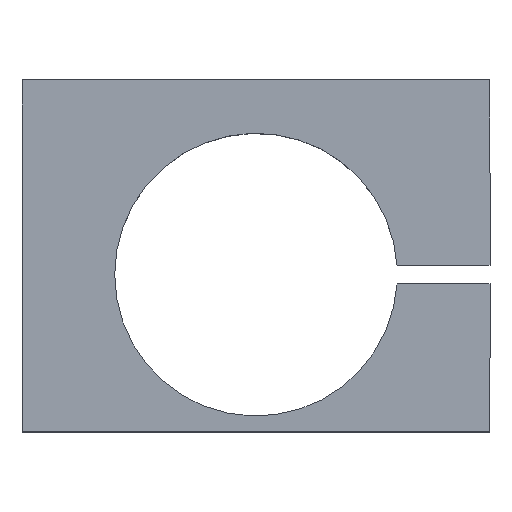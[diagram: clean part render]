
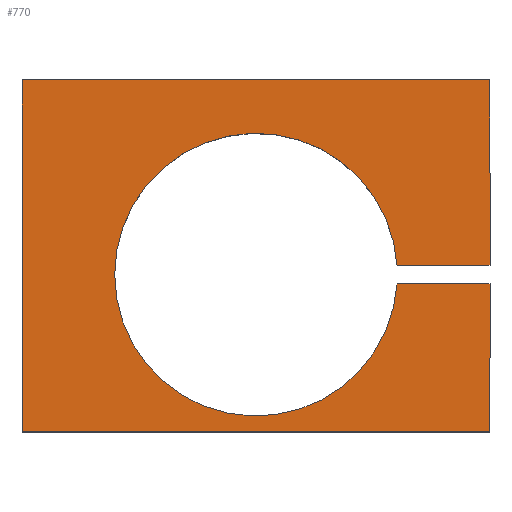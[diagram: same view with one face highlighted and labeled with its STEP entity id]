
A CAD part, top view. The second image highlights one B-rep face of the part: STEP entity #770.
In plain terms, the highlighted planar face has unit normal (0, 0, 1).
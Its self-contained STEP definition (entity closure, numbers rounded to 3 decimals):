
#3 = EDGE_CURVE ( 'NONE', #689, #45, #393, .T. ) ;
#20 = PLANE ( 'NONE',  #312 ) ;
#23 = VECTOR ( 'NONE', #544, 1000. ) ;
#39 = CARTESIAN_POINT ( 'NONE',  ( 62.5, 2.5, 30. ) ) ;
#41 = EDGE_CURVE ( 'NONE', #397, #689, #535, .T. ) ;
#45 = VERTEX_POINT ( 'NONE', #39 ) ;
#60 = CARTESIAN_POINT ( 'NONE',  ( 62.5, 52., 30. ) ) ;
#77 = LINE ( 'NONE', #560, #374 ) ;
#78 = DIRECTION ( 'NONE',  ( 1., 0., 0. ) ) ;
#96 = VERTEX_POINT ( 'NONE', #231 ) ;
#105 = ORIENTED_EDGE ( 'NONE', *, *, #3, .T. ) ;
#106 = ORIENTED_EDGE ( 'NONE', *, *, #516, .T. ) ;
#107 = VERTEX_POINT ( 'NONE', #663 ) ;
#130 = CIRCLE ( 'NONE', #580, 37.75 ) ;
#139 = CARTESIAN_POINT ( 'NONE',  ( -62.5, 52., 30. ) ) ;
#157 = LINE ( 'NONE', #417, #599 ) ;
#162 = VERTEX_POINT ( 'NONE', #296 ) ;
#174 = EDGE_CURVE ( 'NONE', #721, #649, #157, .T. ) ;
#178 = LINE ( 'NONE', #60, #23 ) ;
#193 = CARTESIAN_POINT ( 'NONE',  ( 62.5, -42., 30. ) ) ;
#202 = DIRECTION ( 'NONE',  ( 1., 0., 0. ) ) ;
#205 = LINE ( 'NONE', #632, #462 ) ;
#206 = ORIENTED_EDGE ( 'NONE', *, *, #539, .T. ) ;
#209 = EDGE_LOOP ( 'NONE', ( #536, #659, #426, #206, #387, #482, #105, #761, #106 ) ) ;
#213 = DIRECTION ( 'NONE',  ( 0., 0., -1. ) ) ;
#229 = VECTOR ( 'NONE', #285, 1000. ) ;
#231 = CARTESIAN_POINT ( 'NONE',  ( -62.5, 52., 30. ) ) ;
#266 = CARTESIAN_POINT ( 'NONE',  ( 62.5, -2.5, 30. ) ) ;
#285 = DIRECTION ( 'NONE',  ( 1., 0., 0. ) ) ;
#290 = LINE ( 'NONE', #139, #568 ) ;
#296 = CARTESIAN_POINT ( 'NONE',  ( 62.5, 52., 30. ) ) ;
#310 = CARTESIAN_POINT ( 'NONE',  ( 37.667, -2.5, 30. ) ) ;
#312 = AXIS2_PLACEMENT_3D ( 'NONE', #433, #436, #78 ) ;
#321 = AXIS2_PLACEMENT_3D ( 'NONE', #456, #593, #657 ) ;
#326 = EDGE_CURVE ( 'NONE', #96, #107, #77, .T. ) ;
#355 = VECTOR ( 'NONE', #693, 1000. ) ;
#361 = EDGE_CURVE ( 'NONE', #45, #162, #178, .T. ) ;
#366 = FACE_OUTER_BOUND ( 'NONE', #209, .T. ) ;
#374 = VECTOR ( 'NONE', #603, 1000. ) ;
#387 = ORIENTED_EDGE ( 'NONE', *, *, #666, .T. ) ;
#393 = LINE ( 'NONE', #461, #229 ) ;
#397 = VERTEX_POINT ( 'NONE', #548 ) ;
#417 = CARTESIAN_POINT ( 'NONE',  ( 62.5, -2.5, 30. ) ) ;
#426 = ORIENTED_EDGE ( 'NONE', *, *, #174, .T. ) ;
#433 = CARTESIAN_POINT ( 'NONE',  ( 0., 0., 30. ) ) ;
#436 = DIRECTION ( 'NONE',  ( 0., 0., 1. ) ) ;
#456 = CARTESIAN_POINT ( 'NONE',  ( 0., 0., 30. ) ) ;
#461 = CARTESIAN_POINT ( 'NONE',  ( 37.667, 2.5, 30. ) ) ;
#462 = VECTOR ( 'NONE', #202, 1000. ) ;
#466 = VERTEX_POINT ( 'NONE', #557 ) ;
#482 = ORIENTED_EDGE ( 'NONE', *, *, #41, .T. ) ;
#516 = EDGE_CURVE ( 'NONE', #162, #96, #290, .T. ) ;
#535 = CIRCLE ( 'NONE', #321, 37.75 ) ;
#536 = ORIENTED_EDGE ( 'NONE', *, *, #326, .T. ) ;
#539 = EDGE_CURVE ( 'NONE', #649, #466, #701, .T. ) ;
#544 = DIRECTION ( 'NONE',  ( 0., 1., 0. ) ) ;
#547 = DIRECTION ( 'NONE',  ( 0., 1., 0. ) ) ;
#548 = CARTESIAN_POINT ( 'NONE',  ( -37.75, 0., 30. ) ) ;
#557 = CARTESIAN_POINT ( 'NONE',  ( 37.667, -2.5, 30. ) ) ;
#560 = CARTESIAN_POINT ( 'NONE',  ( -62.5, 52., 30. ) ) ;
#564 = DIRECTION ( 'NONE',  ( -1., 0., 0. ) ) ;
#568 = VECTOR ( 'NONE', #564, 1000. ) ;
#578 = CARTESIAN_POINT ( 'NONE',  ( 0., 0., 30. ) ) ;
#580 = AXIS2_PLACEMENT_3D ( 'NONE', #578, #213, #645 ) ;
#593 = DIRECTION ( 'NONE',  ( 0., 0., -1. ) ) ;
#599 = VECTOR ( 'NONE', #547, 1000. ) ;
#600 = EDGE_CURVE ( 'NONE', #107, #721, #205, .T. ) ;
#603 = DIRECTION ( 'NONE',  ( 0., -1., 0. ) ) ;
#632 = CARTESIAN_POINT ( 'NONE',  ( -62.5, -42., 30. ) ) ;
#645 = DIRECTION ( 'NONE',  ( 1., 0., 0. ) ) ;
#649 = VERTEX_POINT ( 'NONE', #266 ) ;
#657 = DIRECTION ( 'NONE',  ( 1., 0., 0. ) ) ;
#659 = ORIENTED_EDGE ( 'NONE', *, *, #600, .T. ) ;
#663 = CARTESIAN_POINT ( 'NONE',  ( -62.5, -42., 30. ) ) ;
#666 = EDGE_CURVE ( 'NONE', #466, #397, #130, .T. ) ;
#689 = VERTEX_POINT ( 'NONE', #738 ) ;
#693 = DIRECTION ( 'NONE',  ( -1., 0., 0. ) ) ;
#701 = LINE ( 'NONE', #310, #355 ) ;
#721 = VERTEX_POINT ( 'NONE', #193 ) ;
#738 = CARTESIAN_POINT ( 'NONE',  ( 37.667, 2.5, 30. ) ) ;
#761 = ORIENTED_EDGE ( 'NONE', *, *, #361, .T. ) ;
#770 = ADVANCED_FACE ( 'NONE', ( #366 ), #20, .T. ) ;
